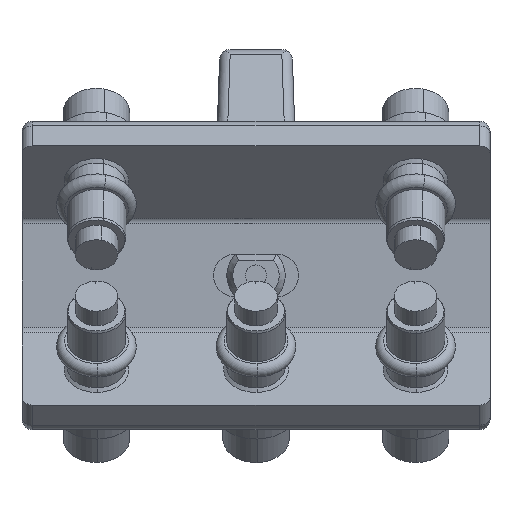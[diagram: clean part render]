
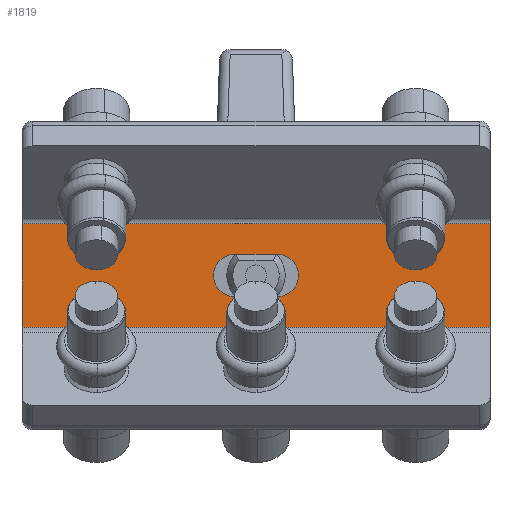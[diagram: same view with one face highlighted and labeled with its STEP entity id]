
A CAD part, front view. The second image highlights one B-rep face of the part: STEP entity #1819.
In plain terms, the highlighted planar face has unit normal (0, -1, 0).
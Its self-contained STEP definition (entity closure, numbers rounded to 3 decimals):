
#992=CARTESIAN_POINT('Vertex',(44.,25.,9.734)) ;
#995=CARTESIAN_POINT('Line Origine',(44.,25.,0.)) ;
#999=CARTESIAN_POINT('Vertex',(44.,25.,-9.734)) ;
#1100=CARTESIAN_POINT('Line Origine',(0.,25.,-9.734)) ;
#1104=CARTESIAN_POINT('Vertex',(-44.,25.,-9.734)) ;
#1194=CARTESIAN_POINT('Line Origine',(-44.,25.,0.)) ;
#1198=CARTESIAN_POINT('Vertex',(-44.,25.,9.734)) ;
#1730=CARTESIAN_POINT('Line Origine',(0.,25.,9.734)) ;
#1742=CARTESIAN_POINT('Axis2P3D Location',(0.,25.,9.734)) ;
#1753=CARTESIAN_POINT('Axis2P3D Location',(-4.,25.,0.)) ;
#1757=CARTESIAN_POINT('Vertex',(-4.,25.,4.)) ;
#1759=CARTESIAN_POINT('Vertex',(-4.,25.,-4.)) ;
#1762=CARTESIAN_POINT('Line Origine',(-3.887,25.,4.)) ;
#1766=CARTESIAN_POINT('Vertex',(-3.775,25.,4.)) ;
#1769=CARTESIAN_POINT('Line Origine',(0.,25.,4.)) ;
#1773=CARTESIAN_POINT('Vertex',(3.775,25.,4.)) ;
#1776=CARTESIAN_POINT('Line Origine',(3.887,25.,4.)) ;
#1780=CARTESIAN_POINT('Vertex',(4.,25.,4.)) ;
#1783=CARTESIAN_POINT('Axis2P3D Location',(4.,25.,0.)) ;
#1787=CARTESIAN_POINT('Vertex',(4.,25.,-4.)) ;
#1790=CARTESIAN_POINT('Line Origine',(3.887,25.,-4.)) ;
#1794=CARTESIAN_POINT('Vertex',(3.775,25.,-4.)) ;
#1797=CARTESIAN_POINT('Line Origine',(0.,25.,-4.)) ;
#1801=CARTESIAN_POINT('Vertex',(-3.775,25.,-4.)) ;
#1804=CARTESIAN_POINT('Line Origine',(-3.887,25.,-4.)) ;
#996=DIRECTION('Vector Direction',(0.,0.,-1.)) ;
#1101=DIRECTION('Vector Direction',(1.,0.,0.)) ;
#1195=DIRECTION('Vector Direction',(0.,0.,-1.)) ;
#1731=DIRECTION('Vector Direction',(1.,0.,0.)) ;
#1743=DIRECTION('Axis2P3D Direction',(0.,-1.,0.)) ;
#1744=DIRECTION('Axis2P3D XDirection',(0.,0.,-1.)) ;
#1754=DIRECTION('Axis2P3D Direction',(0.,-1.,0.)) ;
#1763=DIRECTION('Vector Direction',(1.,0.,0.)) ;
#1770=DIRECTION('Vector Direction',(1.,0.,0.)) ;
#1777=DIRECTION('Vector Direction',(1.,0.,0.)) ;
#1784=DIRECTION('Axis2P3D Direction',(0.,-1.,0.)) ;
#1791=DIRECTION('Vector Direction',(-1.,0.,0.)) ;
#1798=DIRECTION('Vector Direction',(-1.,0.,0.)) ;
#1805=DIRECTION('Vector Direction',(-1.,0.,0.)) ;
#1745=AXIS2_PLACEMENT_3D('Plane Axis2P3D',#1742,#1743,#1744) ;
#1755=AXIS2_PLACEMENT_3D('Circle Axis2P3D',#1753,#1754,$) ;
#1785=AXIS2_PLACEMENT_3D('Circle Axis2P3D',#1783,#1784,$) ;
#1748=ORIENTED_EDGE('',*,*,#1734,.F.) ;
#1749=ORIENTED_EDGE('',*,*,#1200,.T.) ;
#1750=ORIENTED_EDGE('',*,*,#1106,.T.) ;
#1751=ORIENTED_EDGE('',*,*,#1001,.F.) ;
#1810=ORIENTED_EDGE('',*,*,#1761,.F.) ;
#1811=ORIENTED_EDGE('',*,*,#1768,.F.) ;
#1812=ORIENTED_EDGE('',*,*,#1775,.F.) ;
#1813=ORIENTED_EDGE('',*,*,#1782,.F.) ;
#1814=ORIENTED_EDGE('',*,*,#1789,.F.) ;
#1815=ORIENTED_EDGE('',*,*,#1796,.F.) ;
#1816=ORIENTED_EDGE('',*,*,#1803,.F.) ;
#1817=ORIENTED_EDGE('',*,*,#1808,.F.) ;
#1818=FACE_BOUND('',#1809,.T.) ;
#997=VECTOR('Line Direction',#996,1.) ;
#1102=VECTOR('Line Direction',#1101,1.) ;
#1196=VECTOR('Line Direction',#1195,1.) ;
#1732=VECTOR('Line Direction',#1731,1.) ;
#1764=VECTOR('Line Direction',#1763,1.) ;
#1771=VECTOR('Line Direction',#1770,1.) ;
#1778=VECTOR('Line Direction',#1777,1.) ;
#1792=VECTOR('Line Direction',#1791,1.) ;
#1799=VECTOR('Line Direction',#1798,1.) ;
#1806=VECTOR('Line Direction',#1805,1.) ;
#1819=ADVANCED_FACE('PartBody',(#1752,#1818),#1746,.T.) ;
#1756=CIRCLE('generated circle',#1755,4.) ;
#1786=CIRCLE('generated circle',#1785,4.) ;
#1001=EDGE_CURVE('',#993,#1000,#998,.T.) ;
#1106=EDGE_CURVE('',#1105,#1000,#1103,.T.) ;
#1200=EDGE_CURVE('',#1199,#1105,#1197,.T.) ;
#1734=EDGE_CURVE('',#1199,#993,#1733,.T.) ;
#1761=EDGE_CURVE('',#1758,#1760,#1756,.T.) ;
#1768=EDGE_CURVE('',#1767,#1758,#1765,.F.) ;
#1775=EDGE_CURVE('',#1774,#1767,#1772,.F.) ;
#1782=EDGE_CURVE('',#1781,#1774,#1779,.F.) ;
#1789=EDGE_CURVE('',#1788,#1781,#1786,.T.) ;
#1796=EDGE_CURVE('',#1795,#1788,#1793,.F.) ;
#1803=EDGE_CURVE('',#1802,#1795,#1800,.F.) ;
#1808=EDGE_CURVE('',#1760,#1802,#1807,.F.) ;
#1747=EDGE_LOOP('',(#1748,#1749,#1750,#1751)) ;
#1809=EDGE_LOOP('',(#1810,#1811,#1812,#1813,#1814,#1815,#1816,#1817)) ;
#1752=FACE_OUTER_BOUND('',#1747,.T.) ;
#998=LINE('Line',#995,#997) ;
#1103=LINE('Line',#1100,#1102) ;
#1197=LINE('Line',#1194,#1196) ;
#1733=LINE('Line',#1730,#1732) ;
#1765=LINE('Line',#1762,#1764) ;
#1772=LINE('Line',#1769,#1771) ;
#1779=LINE('Line',#1776,#1778) ;
#1793=LINE('Line',#1790,#1792) ;
#1800=LINE('Line',#1797,#1799) ;
#1807=LINE('Line',#1804,#1806) ;
#1746=PLANE('',#1745) ;
#993=VERTEX_POINT('',#992) ;
#1000=VERTEX_POINT('',#999) ;
#1105=VERTEX_POINT('',#1104) ;
#1199=VERTEX_POINT('',#1198) ;
#1758=VERTEX_POINT('',#1757) ;
#1760=VERTEX_POINT('',#1759) ;
#1767=VERTEX_POINT('',#1766) ;
#1774=VERTEX_POINT('',#1773) ;
#1781=VERTEX_POINT('',#1780) ;
#1788=VERTEX_POINT('',#1787) ;
#1795=VERTEX_POINT('',#1794) ;
#1802=VERTEX_POINT('',#1801) ;
